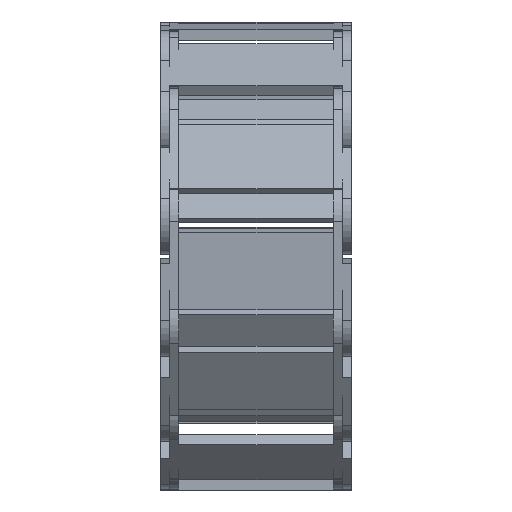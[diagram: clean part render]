
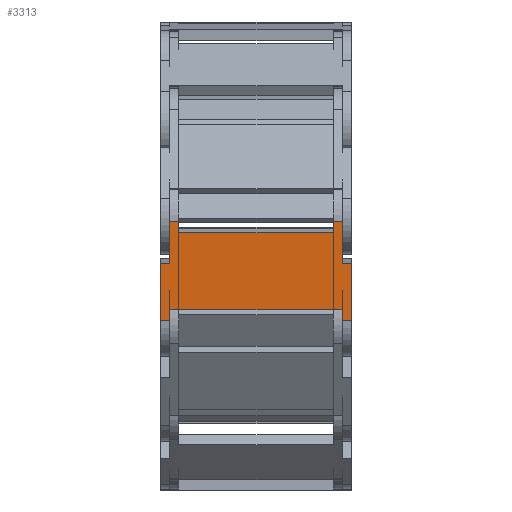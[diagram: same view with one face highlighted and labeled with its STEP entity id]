
A CAD part, left-side view. The second image highlights one B-rep face of the part: STEP entity #3313.
In plain terms, the highlighted planar face has unit normal (-0.997, 0, -0.071).
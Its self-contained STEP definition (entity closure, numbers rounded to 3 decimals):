
#3313=ADVANCED_FACE('',(#7542),#7543,.T.);
#7542=FACE_OUTER_BOUND('',#13330,.T.);
#7543=PLANE('',#13331);
#13330=EDGE_LOOP('',(#20511,#20512,#20513,#20514,#20515,#20516,#20517,#20518,#20519,#20520,#20521,#20522,#20523,#20524,#20525,#20526));
#13331=AXIS2_PLACEMENT_3D('',#20527,#20528,#20529);
#20511=ORIENTED_EDGE('',*,*,#36863,.T.);
#20512=ORIENTED_EDGE('',*,*,#36866,.T.);
#20513=ORIENTED_EDGE('',*,*,#36869,.T.);
#20514=ORIENTED_EDGE('',*,*,#36870,.F.);
#20515=ORIENTED_EDGE('',*,*,#36806,.T.);
#20516=ORIENTED_EDGE('',*,*,#36803,.T.);
#20517=ORIENTED_EDGE('',*,*,#36871,.T.);
#20518=ORIENTED_EDGE('',*,*,#36872,.F.);
#20519=ORIENTED_EDGE('',*,*,#36873,.T.);
#20520=ORIENTED_EDGE('',*,*,#36874,.T.);
#20521=ORIENTED_EDGE('',*,*,#36875,.T.);
#20522=ORIENTED_EDGE('',*,*,#36876,.T.);
#20523=ORIENTED_EDGE('',*,*,#36844,.T.);
#20524=ORIENTED_EDGE('',*,*,#36877,.T.);
#20525=ORIENTED_EDGE('',*,*,#36819,.T.);
#20526=ORIENTED_EDGE('',*,*,#36878,.T.);
#20527=CARTESIAN_POINT('',(-697.359,-3.5,35.008));
#20528=DIRECTION('',(-0.997,0.0,-0.071));
#20529=DIRECTION('',(-0.071,0.0,0.997));
#36803=EDGE_CURVE('',#44196,#44194,#44197,.T.);
#36806=EDGE_CURVE('',#44200,#44196,#44201,.T.);
#36819=EDGE_CURVE('',#44223,#44221,#44224,.T.);
#36844=EDGE_CURVE('',#44256,#44254,#44257,.T.);
#36863=EDGE_CURVE('',#44277,#44283,#44285,.T.);
#36866=EDGE_CURVE('',#44283,#44287,#44290,.T.);
#36869=EDGE_CURVE('',#44287,#44293,#44294,.T.);
#36870=EDGE_CURVE('',#44200,#44293,#44295,.T.);
#36871=EDGE_CURVE('',#44194,#44296,#44297,.T.);
#36872=EDGE_CURVE('',#44298,#44296,#44299,.T.);
#36873=EDGE_CURVE('',#44298,#44300,#44301,.T.);
#36874=EDGE_CURVE('',#44300,#44302,#44303,.T.);
#36875=EDGE_CURVE('',#44302,#44304,#44305,.T.);
#36876=EDGE_CURVE('',#44304,#44256,#44306,.T.);
#36877=EDGE_CURVE('',#44254,#44223,#44307,.T.);
#36878=EDGE_CURVE('',#44221,#44277,#44308,.T.);
#44194=VERTEX_POINT('',#54968);
#44196=VERTEX_POINT('',#54971);
#44197=LINE('',#54972,#54973);
#44200=VERTEX_POINT('',#54977);
#44201=LINE('',#54978,#54979);
#44221=VERTEX_POINT('',#55004);
#44223=VERTEX_POINT('',#55006);
#44224=LINE('',#55007,#55008);
#44254=VERTEX_POINT('',#55047);
#44256=VERTEX_POINT('',#55050);
#44257=LINE('',#55051,#55052);
#44277=VERTEX_POINT('',#55075);
#44283=VERTEX_POINT('',#55082);
#44285=LINE('',#55085,#55086);
#44287=VERTEX_POINT('',#55088);
#44290=LINE('',#55092,#55093);
#44293=VERTEX_POINT('',#55097);
#44294=LINE('',#55098,#55099);
#44295=LINE('',#55100,#55101);
#44296=VERTEX_POINT('',#55102);
#44297=LINE('',#55103,#55104);
#44298=VERTEX_POINT('',#55105);
#44299=LINE('',#55106,#55107);
#44300=VERTEX_POINT('',#55108);
#44301=LINE('',#55109,#55110);
#44302=VERTEX_POINT('',#55111);
#44303=LINE('',#55112,#55113);
#44304=VERTEX_POINT('',#55114);
#44305=LINE('',#55115,#55116);
#44306=LINE('',#55117,#55118);
#44307=LINE('',#55119,#55120);
#44308=LINE('',#55121,#55122);
#54968=CARTESIAN_POINT('',(-696.824,-1.75,27.528));
#54971=CARTESIAN_POINT('',(-696.824,31.75,27.528));
#54972=CARTESIAN_POINT('',(-696.824,5.75,27.528));
#54973=VECTOR('',#68020,1.0);
#54977=CARTESIAN_POINT('',(-696.671,31.75,25.383));
#54978=CARTESIAN_POINT('',(-696.48,31.75,22.715));
#54979=VECTOR('',#68022,1.0);
#55004=CARTESIAN_POINT('',(-698.048,30.0,44.634));
#55006=CARTESIAN_POINT('',(-697.895,30.0,42.489));
#55007=CARTESIAN_POINT('',(-698.239,30.0,47.302));
#55008=VECTOR('',#68046,1.0);
#55047=CARTESIAN_POINT('',(-697.895,0.0,42.489));
#55050=CARTESIAN_POINT('',(-698.048,0.0,44.634));
#55051=CARTESIAN_POINT('',(-698.239,0.0,47.302));
#55052=VECTOR('',#68078,1.0);
#55075=CARTESIAN_POINT('',(-698.048,31.75,44.634));
#55082=CARTESIAN_POINT('',(-697.466,31.75,36.505));
#55085=CARTESIAN_POINT('',(-698.025,31.75,44.31));
#55086=VECTOR('',#68108,1.0);
#55088=CARTESIAN_POINT('',(-697.466,33.5,36.505));
#55092=CARTESIAN_POINT('',(-697.466,14.563,36.505));
#55093=VECTOR('',#68110,1.0);
#55097=CARTESIAN_POINT('',(-696.671,33.5,25.383));
#55098=CARTESIAN_POINT('',(-696.671,33.5,25.383));
#55099=VECTOR('',#68112,1.0);
#55100=CARTESIAN_POINT('',(-696.671,-3.5,25.383));
#55101=VECTOR('',#68113,1.0);
#55102=CARTESIAN_POINT('',(-696.671,-1.75,25.383));
#55103=CARTESIAN_POINT('',(-696.48,-1.75,22.715));
#55104=VECTOR('',#68114,1.0);
#55105=CARTESIAN_POINT('',(-696.671,-3.5,25.383));
#55106=CARTESIAN_POINT('',(-696.671,-3.5,25.383));
#55107=VECTOR('',#68115,1.0);
#55108=CARTESIAN_POINT('',(-697.466,-3.5,36.505));
#55109=CARTESIAN_POINT('',(-696.671,-3.5,25.383));
#55110=VECTOR('',#68116,1.0);
#55111=CARTESIAN_POINT('',(-697.466,-1.75,36.505));
#55112=CARTESIAN_POINT('',(-697.466,-3.063,36.505));
#55113=VECTOR('',#68117,1.0);
#55114=CARTESIAN_POINT('',(-698.048,-1.75,44.634));
#55115=CARTESIAN_POINT('',(-698.025,-1.75,44.31));
#55116=VECTOR('',#68118,1.0);
#55117=CARTESIAN_POINT('',(-698.048,-3.5,44.634));
#55118=VECTOR('',#68119,1.0);
#55119=CARTESIAN_POINT('',(-697.895,5.75,42.489));
#55120=VECTOR('',#68120,1.0);
#55121=CARTESIAN_POINT('',(-698.048,-3.5,44.634));
#55122=VECTOR('',#68121,1.0);
#68020=DIRECTION('',(0.0,-1.0,-0.0));
#68022=DIRECTION('',(-0.071,0.0,0.997));
#68046=DIRECTION('',(-0.071,0.0,0.997));
#68078=DIRECTION('',(0.071,0.0,-0.997));
#68108=DIRECTION('',(0.071,0.0,-0.997));
#68110=DIRECTION('',(0.0,1.0,0.0));
#68112=DIRECTION('',(0.071,-0.0,-0.997));
#68113=DIRECTION('',(0.0,1.0,0.0));
#68114=DIRECTION('',(0.071,0.0,-0.997));
#68115=DIRECTION('',(0.0,1.0,0.0));
#68116=DIRECTION('',(-0.071,0.0,0.997));
#68117=DIRECTION('',(0.0,1.0,0.0));
#68118=DIRECTION('',(-0.071,0.0,0.997));
#68119=DIRECTION('',(0.0,1.0,0.0));
#68120=DIRECTION('',(0.0,1.0,0.0));
#68121=DIRECTION('',(0.0,1.0,0.0));
